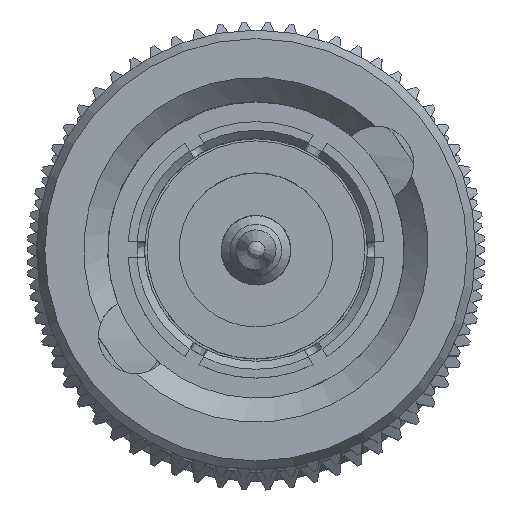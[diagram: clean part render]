
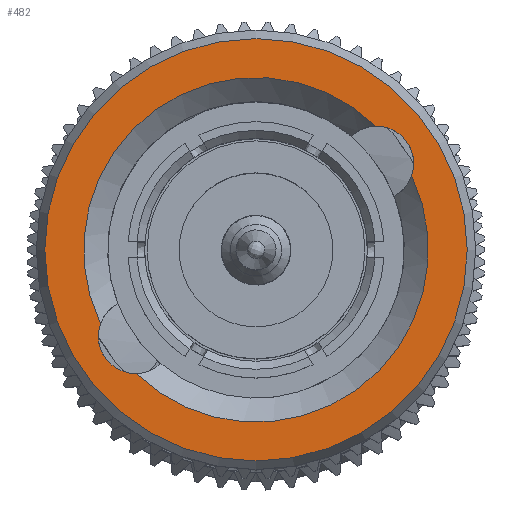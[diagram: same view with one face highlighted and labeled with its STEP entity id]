
A CAD part, top view. The second image highlights one B-rep face of the part: STEP entity #482.
In plain terms, the highlighted face is planar.
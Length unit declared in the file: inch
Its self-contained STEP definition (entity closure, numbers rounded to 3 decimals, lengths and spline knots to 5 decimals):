
#482 = ADVANCED_FACE ( 'NONE', ( #9519, #4306 ), #8415, .F. ) ;
#518 = VERTEX_POINT ( 'NONE', #7855 ) ;
#560 = CIRCLE ( 'NONE', #13507, 0.21494 ) ;
#955 = CARTESIAN_POINT ( 'NONE',  ( 0., -0.19403, 0.09247 ) ) ;
#2165 = DIRECTION ( 'NONE',  ( 1., 0., 0. ) ) ;
#2332 = VERTEX_POINT ( 'NONE', #5126 ) ;
#2513 = VERTEX_POINT ( 'NONE', #7310 ) ;
#2870 = DIRECTION ( 'NONE',  ( 1., 0., 0. ) ) ;
#3273 = VERTEX_POINT ( 'NONE', #6492 ) ;
#3275 = DIRECTION ( 'NONE',  ( 0., 0., -1. ) ) ;
#3289 = AXIS2_PLACEMENT_3D ( 'NONE', #9342, #13477, #9061 ) ;
#3342 = CIRCLE ( 'NONE', #11882, 0.04645 ) ;
#3376 = EDGE_CURVE ( 'NONE', #3273, #3273, #7152, .T. ) ;
#3486 = DIRECTION ( 'NONE',  ( 0., 0., 1. ) ) ;
#3825 = EDGE_CURVE ( 'NONE', #518, #2332, #560, .T. ) ;
#4306 = FACE_BOUND ( 'NONE', #6031, .T. ) ;
#4909 = EDGE_CURVE ( 'NONE', #2332, #6484, #11966, .T. ) ;
#5042 = CIRCLE ( 'NONE', #3289, 0.21494 ) ;
#5126 = CARTESIAN_POINT ( 'NONE',  ( 0., -0.14961, 0.15433 ) ) ;
#5406 = AXIS2_PLACEMENT_3D ( 'NONE', #11148, #12173, #9161 ) ;
#5412 = CARTESIAN_POINT ( 'NONE',  ( 0., 0., 0. ) ) ;
#6031 = EDGE_LOOP ( 'NONE', ( #12088, #9877, #9847, #9066 ) ) ;
#6170 = CARTESIAN_POINT ( 'NONE',  ( 0., 0.15021, -0.10789 ) ) ;
#6484 = VERTEX_POINT ( 'NONE', #955 ) ;
#6492 = CARTESIAN_POINT ( 'NONE',  ( 0., 0., -0.26339 ) ) ;
#6862 = CARTESIAN_POINT ( 'NONE',  ( 0., -0.15021, 0.10789 ) ) ;
#6978 = DIRECTION ( 'NONE',  ( 0., 0., -1. ) ) ;
#7152 = CIRCLE ( 'NONE', #5406, 0.26339 ) ;
#7310 = CARTESIAN_POINT ( 'NONE',  ( 0., 0.14961, -0.15433 ) ) ;
#7855 = CARTESIAN_POINT ( 'NONE',  ( 0., 0.19403, -0.09247 ) ) ;
#8415 = PLANE ( 'NONE',  #11687 ) ;
#8563 = DIRECTION ( 'NONE',  ( 1., 0., 0. ) ) ;
#8745 = EDGE_LOOP ( 'NONE', ( #12467 ) ) ;
#9013 = EDGE_CURVE ( 'NONE', #6484, #2513, #5042, .T. ) ;
#9061 = DIRECTION ( 'NONE',  ( 0., 0., 1. ) ) ;
#9066 = ORIENTED_EDGE ( 'NONE', *, *, #12000, .T. ) ;
#9161 = DIRECTION ( 'NONE',  ( 0., 0., -1. ) ) ;
#9342 = CARTESIAN_POINT ( 'NONE',  ( 0., 0., 0. ) ) ;
#9519 = FACE_OUTER_BOUND ( 'NONE', #8745, .T. ) ;
#9847 = ORIENTED_EDGE ( 'NONE', *, *, #9013, .T. ) ;
#9877 = ORIENTED_EDGE ( 'NONE', *, *, #4909, .T. ) ;
#10795 = DIRECTION ( 'NONE',  ( 1., 0., 0. ) ) ;
#11148 = CARTESIAN_POINT ( 'NONE',  ( 0., 0., 0. ) ) ;
#11687 = AXIS2_PLACEMENT_3D ( 'NONE', #12481, #2165, #3275 ) ;
#11882 = AXIS2_PLACEMENT_3D ( 'NONE', #6170, #2870, #6978 ) ;
#11966 = CIRCLE ( 'NONE', #12188, 0.04645 ) ;
#12000 = EDGE_CURVE ( 'NONE', #2513, #518, #3342, .T. ) ;
#12088 = ORIENTED_EDGE ( 'NONE', *, *, #3825, .T. ) ;
#12173 = DIRECTION ( 'NONE',  ( 1., 0., 0. ) ) ;
#12188 = AXIS2_PLACEMENT_3D ( 'NONE', #6862, #10795, #13147 ) ;
#12467 = ORIENTED_EDGE ( 'NONE', *, *, #3376, .F. ) ;
#12481 = CARTESIAN_POINT ( 'NONE',  ( 0., 0., -0.26339 ) ) ;
#13147 = DIRECTION ( 'NONE',  ( 0., 0., -1. ) ) ;
#13477 = DIRECTION ( 'NONE',  ( 1., 0., 0. ) ) ;
#13507 = AXIS2_PLACEMENT_3D ( 'NONE', #5412, #8563, #3486 ) ;
